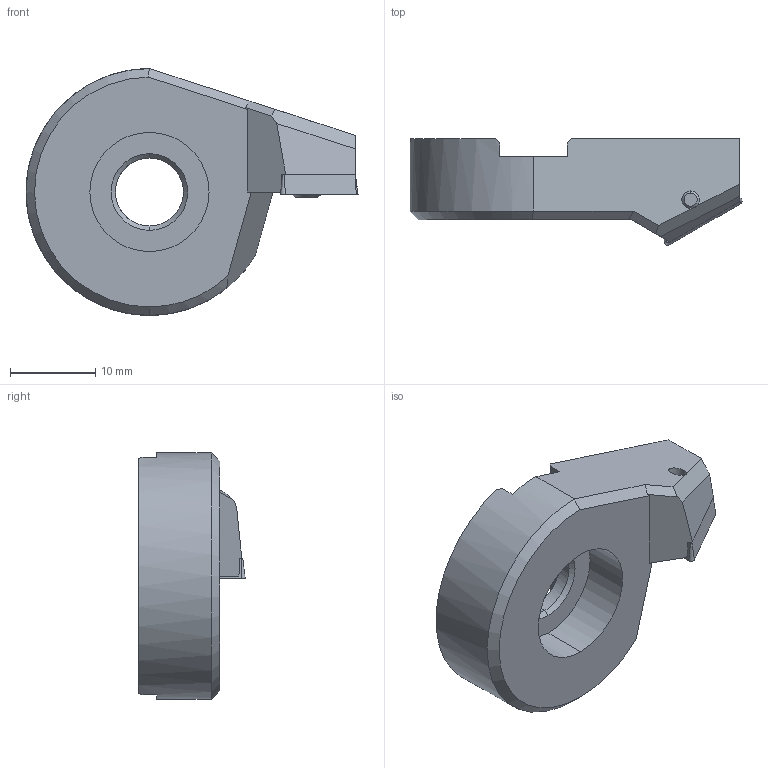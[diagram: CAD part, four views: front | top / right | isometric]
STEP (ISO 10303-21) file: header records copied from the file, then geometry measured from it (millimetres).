
FILE_DESCRIPTION(('no description'),'unknown implementation level');
FILE_NAME('B23F7455-4E4A-4DC5-BAB0-78D9FEB7A6DF_export.stp',' ',('CIMSOURCE GmbH'),('CADClick - KiM GmbH - www.kimweb.de'),'unknown preprocess','ACIS','unknown authorization');
FILE_SCHEMA(('automotive_design'));
Length unit declared in the file: millimetre
Products named in the file (3): 626.462 Kaiser ENH6 TC11 30�|694.122 Kaiser ETL M2.5x6.5 T7 IP 10S_309.301;Kreismuster1; 626.462 Kaiser ENH6 TC11 30�|655.383 Kaiser TCGT 110204 K10C;Kombinieren1; 626.462 Kaiser ENH6 TC11 30�|626.462 Kaiser ENH6 TC11 30�;Cut-Extrude4
Bounding box: 39 x 12.5 x 29 mm (x, y, z)
Volume: 5584.8 mm3; surface area: 3024.6 mm2
Topology: 3 solids, 3 shells, 97 faces, 249 edges, 158 vertices
Faces by surface type: plane 36, cylinder 34, cone 23, torus 4
Entity records: 5870 total; most frequent: DIRECTION 550, CARTESIAN_POINT 547, STYLED_ITEM 507, PRESENTATION_STYLE_ASSIGNMENT 507, COLOUR_RGB 507, ORIENTED_EDGE 498, EDGE_CURVE 249, CURVE_STYLE 249
